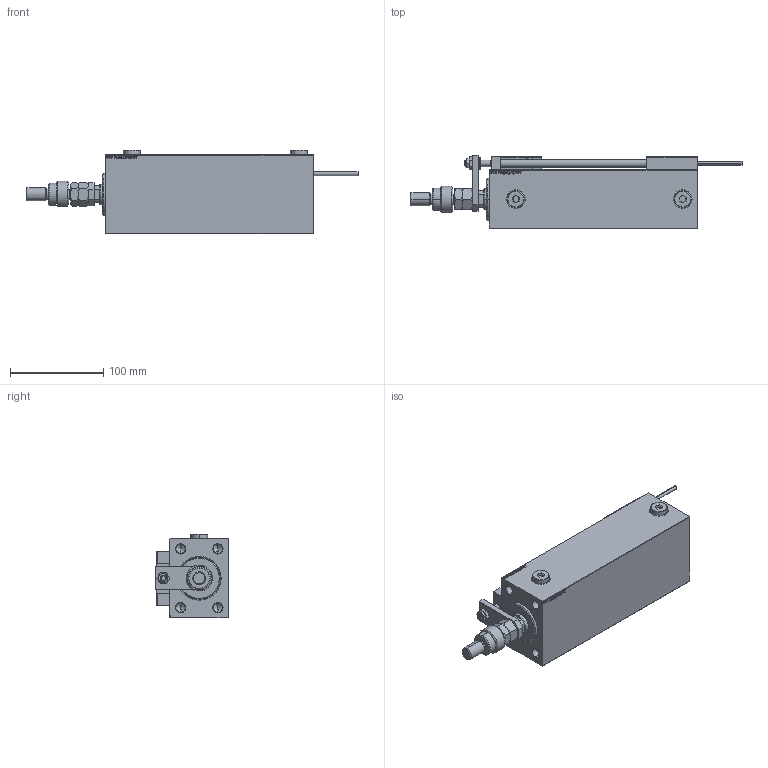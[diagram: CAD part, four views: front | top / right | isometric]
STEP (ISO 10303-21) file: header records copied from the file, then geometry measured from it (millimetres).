
FILE_DESCRIPTION (( 'STEP AP203' ), '1' );
FILE_NAME ('5bfa.STEP', '2024-02-13T02:25:09', ( '' ), ( '' ), 'SwSTEP 2.0', 'SolidWorks 2019', '' );
FILE_SCHEMA (( 'CONFIG_CONTROL_DESIGN' ));
Length unit declared in the file: millimetre
Products named in the file (20): V450CM_VC_B 22e0a64b26540f0f4a6374b73afe409a; SWITCH X 22e0a64b26540f0f4a6374b73afe409a; MAGNET 22e0a64b26540f0f4a6374b73afe409a; Block 22e0a64b26540f0f4a6374b73afe409a; KONCOVKA 22e0a64b26540f0f4a6374b73afe409a; X_Y_DFA 22e0a64b26540f0f4a6374b73afe409a; V450CM_B_VCP 22e0a64b26540f0f4a6374b73afe409a; NUT_D10 22e0a64b26540f0f4a6374b73afe409a; NUT_D12 22e0a64b26540f0f4a6374b73afe409a; SWITCH_X_FRONT_BACK 22e0a64b26540f0f4a6374b73afe409a; Zatka_OIL_PORT 22e0a64b26540f0f4a6374b73afe409a; SWITCH DIM B,W 22e0a64b26540f0f4a6374b73afe409a; TYC_L79 22e0a64b26540f0f4a6374b73afe409a; 5bfa; MFA 22e0a64b26540f0f4a6374b73afe409a; V450CM_B_Body 22e0a64b26540f0f4a6374b73afe409a; FEMALE_PART_FOR_DFA 22e0a64b26540f0f4a6374b73afe409a; ZARAZKA 22e0a64b26540f0f4a6374b73afe409a; ALLEN BOLT D8 22e0a64b26540f0f4a6374b73afe409a; ALLEN BOLT D5 22e0a64b26540f0f4a6374b73afe409a
Assembly tree (30 placements, depth 3):
  5bfa
    V450CM_B_Body 22e0a64b26540f0f4a6374b73afe409a
    V450CM_B_VCP 22e0a64b26540f0f4a6374b73afe409a
    SWITCH X 22e0a64b26540f0f4a6374b73afe409a
      SWITCH_X_FRONT_BACK 22e0a64b26540f0f4a6374b73afe409a  x2
      TYC_L79 22e0a64b26540f0f4a6374b73afe409a
      Block 22e0a64b26540f0f4a6374b73afe409a  x2
      ALLEN BOLT D5 22e0a64b26540f0f4a6374b73afe409a  x4
      ALLEN BOLT D8 22e0a64b26540f0f4a6374b73afe409a  x4
      MAGNET 22e0a64b26540f0f4a6374b73afe409a  x2
      KONCOVKA 22e0a64b26540f0f4a6374b73afe409a  x2
    NUT_D10 22e0a64b26540f0f4a6374b73afe409a
    NUT_D12 22e0a64b26540f0f4a6374b73afe409a
    SWITCH DIM B,W 22e0a64b26540f0f4a6374b73afe409a
    ZARAZKA 22e0a64b26540f0f4a6374b73afe409a
    V450CM_VC_B 22e0a64b26540f0f4a6374b73afe409a
    X_Y_DFA 22e0a64b26540f0f4a6374b73afe409a
      FEMALE_PART_FOR_DFA 22e0a64b26540f0f4a6374b73afe409a
      MFA 22e0a64b26540f0f4a6374b73afe409a
    Zatka_OIL_PORT 22e0a64b26540f0f4a6374b73afe409a  x2
Bounding box: 356 x 78.5 x 89.9 mm (x, y, z)
Volume: 1117644.6 mm3; surface area: 175002.5 mm2
Topology: 28 solids, 28 shells, 1457 faces, 3454 edges, 2174 vertices
Faces by surface type: plane 623, bspline 380, cylinder 213, cone 189, torus 48, sphere 4
Entity records: 55333 total; most frequent: CARTESIAN_POINT 27240, ORIENTED_EDGE 5816, DIRECTION 4155, EDGE_CURVE 2908, VERTEX_POINT 1874, VECTOR 1633, LINE 1633, EDGE_LOOP 1354
